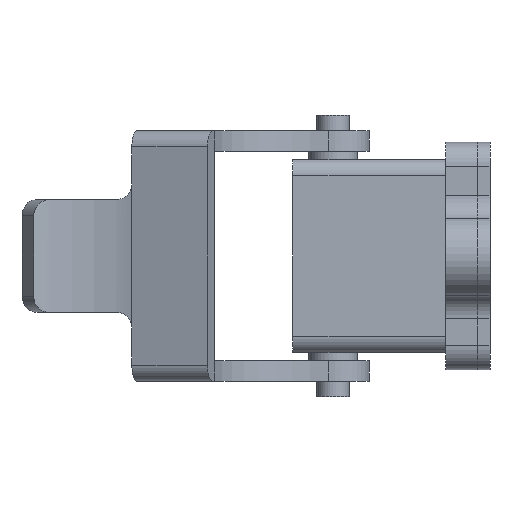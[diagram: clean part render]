
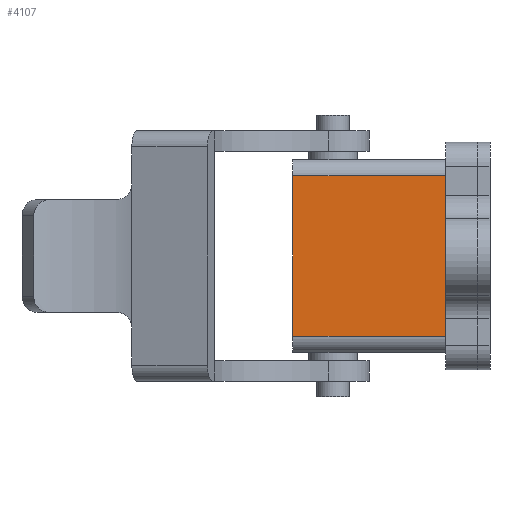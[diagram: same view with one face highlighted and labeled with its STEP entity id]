
A CAD part, left-side view. The second image highlights one B-rep face of the part: STEP entity #4107.
In plain terms, the highlighted planar face has unit normal (-1, 0, 0).
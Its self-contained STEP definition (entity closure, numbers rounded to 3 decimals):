
#145 = AXIS2_PLACEMENT_3D ( 'NONE', #224, #226, #241 ) ;
#221 = PLANE ( 'NONE',  #145 ) ;
#224 = CARTESIAN_POINT ( 'NONE',  ( 2.125, 23., -24.125 ) ) ;
#226 = DIRECTION ( 'NONE',  ( 1., 0., 0. ) ) ;
#241 = DIRECTION ( 'NONE',  ( 0., 0., -1. ) ) ;
#618 = VECTOR ( 'NONE', #1446, 1000. ) ;
#654 = VECTOR ( 'NONE', #919, 1000. ) ;
#919 = DIRECTION ( 'NONE',  ( 0., 0., 1. ) ) ;
#923 = CARTESIAN_POINT ( 'NONE',  ( 2.125, 23., -24.125 ) ) ;
#1241 = CARTESIAN_POINT ( 'NONE',  ( 2.125, 23., -4.125 ) ) ;
#1446 = DIRECTION ( 'NONE',  ( 0., -1., 0. ) ) ;
#1578 = DIRECTION ( 'NONE',  ( 0., -1., 0. ) ) ;
#1589 = CARTESIAN_POINT ( 'NONE',  ( 2.125, 23., -24.125 ) ) ;
#1686 = VERTEX_POINT ( 'NONE', #2823 ) ;
#1722 = VERTEX_POINT ( 'NONE', #2801 ) ;
#1728 = ORIENTED_EDGE ( 'NONE', *, *, #3833, .F. ) ;
#1782 = VERTEX_POINT ( 'NONE', #2782 ) ;
#1854 = ORIENTED_EDGE ( 'NONE', *, *, #3691, .F. ) ;
#1866 = ORIENTED_EDGE ( 'NONE', *, *, #3430, .T. ) ;
#1888 = VERTEX_POINT ( 'NONE', #2572 ) ;
#1986 = ORIENTED_EDGE ( 'NONE', *, *, #3647, .T. ) ;
#2251 = VECTOR ( 'NONE', #2292, 1000. ) ;
#2292 = DIRECTION ( 'NONE',  ( 0., 0., 1. ) ) ;
#2334 = CARTESIAN_POINT ( 'NONE',  ( 2.125, 4., -24.125 ) ) ;
#2572 = CARTESIAN_POINT ( 'NONE',  ( 2.125, 4., -4.125 ) ) ;
#2782 = CARTESIAN_POINT ( 'NONE',  ( 2.125, 4., -24.125 ) ) ;
#2801 = CARTESIAN_POINT ( 'NONE',  ( 2.125, 23., -24.125 ) ) ;
#2823 = CARTESIAN_POINT ( 'NONE',  ( 2.125, 23., -4.125 ) ) ;
#2884 = LINE ( 'NONE', #1589, #4327 ) ;
#3005 = LINE ( 'NONE', #2334, #2251 ) ;
#3058 = EDGE_LOOP ( 'NONE', ( #1866, #1728, #1854, #1986 ) ) ;
#3430 = EDGE_CURVE ( 'NONE', #1782, #1888, #3005, .T. ) ;
#3647 = EDGE_CURVE ( 'NONE', #1722, #1782, #2884, .T. ) ;
#3691 = EDGE_CURVE ( 'NONE', #1722, #1686, #3726, .T. ) ;
#3726 = LINE ( 'NONE', #923, #654 ) ;
#3833 = EDGE_CURVE ( 'NONE', #1686, #1888, #4082, .T. ) ;
#3961 = FACE_OUTER_BOUND ( 'NONE', #3058, .T. ) ;
#4082 = LINE ( 'NONE', #1241, #618 ) ;
#4107 = ADVANCED_FACE ( 'NONE', ( #3961 ), #221, .F. ) ;
#4327 = VECTOR ( 'NONE', #1578, 1000. ) ;
